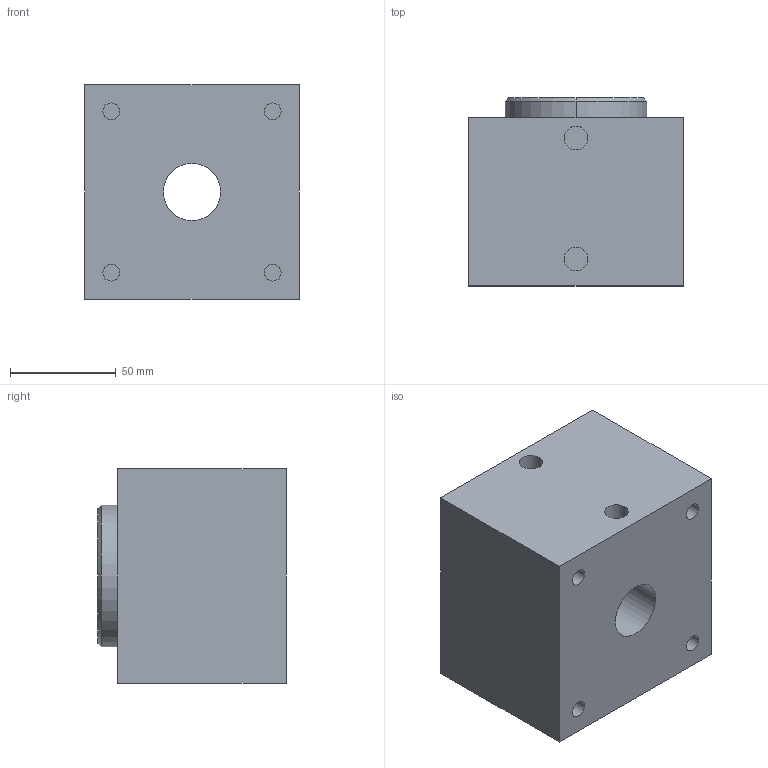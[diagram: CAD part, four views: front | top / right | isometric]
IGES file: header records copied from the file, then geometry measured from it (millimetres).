
Start section:  PTC IGES file: ilc15543500.igs
Global section: file name: ilc15543500.igs; native system: Pro/ENGINEER by Parametric Technology Corporation; preprocessor: 2004290; author: KR; organization: Unknown; date: 050422.145603; units: inch
Bounding box: 101.6 x 88.9 x 101.6 mm (x, y, z)
Surface area: 63279.9 mm2 (no closed solid volume)
Topology: 0 solids, 0 shells, 31 faces, 128 edges, 128 vertices
Faces by surface type: revolution 18, bspline 13
